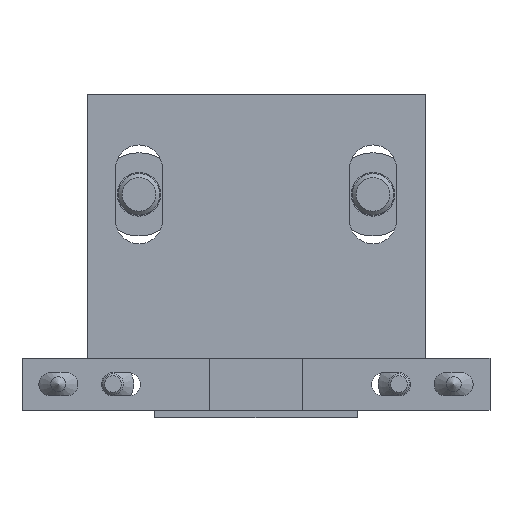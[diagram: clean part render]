
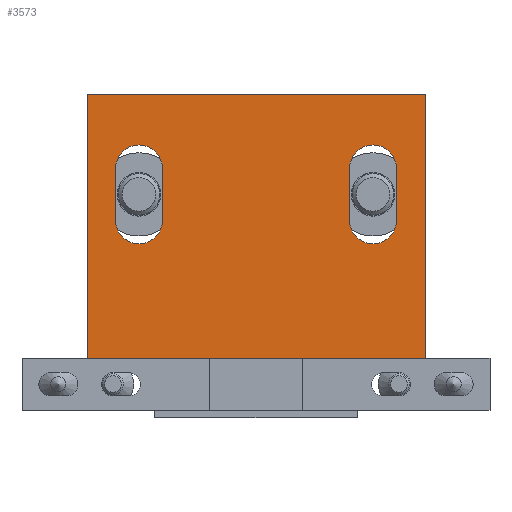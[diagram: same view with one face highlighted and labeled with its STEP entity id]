
A CAD part, front view. The second image highlights one B-rep face of the part: STEP entity #3573.
In plain terms, the highlighted planar face has unit normal (0, -1, 0).
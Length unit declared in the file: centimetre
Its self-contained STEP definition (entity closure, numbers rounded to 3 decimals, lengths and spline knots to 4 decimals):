
#86=FACE_BOUND('',#764,.T.);
#87=FACE_BOUND('',#765,.T.);
#259=CIRCLE('',#3921,4.5);
#261=CIRCLE('',#3925,4.5);
#263=CIRCLE('',#3929,4.5);
#265=CIRCLE('',#3933,4.5);
#520=FACE_OUTER_BOUND('',#763,.T.);
#763=EDGE_LOOP('',(#3140,#3141,#3142,#3143));
#764=EDGE_LOOP('',(#3144,#3145,#3146,#3147));
#765=EDGE_LOOP('',(#3148,#3149,#3150,#3151));
#1050=LINE('',#5912,#1379);
#1063=LINE('',#5954,#1392);
#1067=LINE('',#5964,#1396);
#1071=LINE('',#5978,#1400);
#1075=LINE('',#5988,#1404);
#1078=LINE('',#5994,#1407);
#1084=LINE('',#6005,#1413);
#1085=LINE('',#6007,#1414);
#1379=VECTOR('',#4838,1.);
#1392=VECTOR('',#4879,1.);
#1396=VECTOR('',#4891,1.);
#1400=VECTOR('',#4903,1.);
#1404=VECTOR('',#4915,1.);
#1407=VECTOR('',#4922,1.);
#1413=VECTOR('',#4932,1.);
#1414=VECTOR('',#4935,1.);
#1700=VERTEX_POINT('',#5909);
#1701=VERTEX_POINT('',#5911);
#1713=VERTEX_POINT('',#5945);
#1714=VERTEX_POINT('',#5947);
#1716=VERTEX_POINT('',#5953);
#1718=VERTEX_POINT('',#5959);
#1721=VERTEX_POINT('',#5969);
#1722=VERTEX_POINT('',#5971);
#1724=VERTEX_POINT('',#5977);
#1726=VERTEX_POINT('',#5983);
#1727=VERTEX_POINT('',#5993);
#1730=VERTEX_POINT('',#6003);
#2161=EDGE_CURVE('',#1700,#1701,#1050,.T.);
#2178=EDGE_CURVE('',#1714,#1713,#259,.T.);
#2181=EDGE_CURVE('',#1716,#1714,#1063,.T.);
#2184=EDGE_CURVE('',#1718,#1716,#261,.T.);
#2187=EDGE_CURVE('',#1713,#1718,#1067,.T.);
#2190=EDGE_CURVE('',#1722,#1721,#263,.T.);
#2193=EDGE_CURVE('',#1724,#1722,#1071,.T.);
#2196=EDGE_CURVE('',#1726,#1724,#265,.T.);
#2199=EDGE_CURVE('',#1721,#1726,#1075,.T.);
#2202=EDGE_CURVE('',#1701,#1727,#1078,.T.);
#2208=EDGE_CURVE('',#1730,#1727,#1084,.T.);
#2209=EDGE_CURVE('',#1730,#1700,#1085,.T.);
#3140=ORIENTED_EDGE('',*,*,#2209,.F.);
#3141=ORIENTED_EDGE('',*,*,#2208,.T.);
#3142=ORIENTED_EDGE('',*,*,#2202,.F.);
#3143=ORIENTED_EDGE('',*,*,#2161,.F.);
#3144=ORIENTED_EDGE('',*,*,#2184,.T.);
#3145=ORIENTED_EDGE('',*,*,#2181,.T.);
#3146=ORIENTED_EDGE('',*,*,#2178,.T.);
#3147=ORIENTED_EDGE('',*,*,#2187,.T.);
#3148=ORIENTED_EDGE('',*,*,#2196,.T.);
#3149=ORIENTED_EDGE('',*,*,#2193,.T.);
#3150=ORIENTED_EDGE('',*,*,#2190,.T.);
#3151=ORIENTED_EDGE('',*,*,#2199,.T.);
#3360=PLANE('',#3939);
#3573=ADVANCED_FACE('',(#520,#86,#87),#3360,.T.);
#3921=AXIS2_PLACEMENT_3D('',#5948,#4873,#4874);
#3925=AXIS2_PLACEMENT_3D('',#5960,#4885,#4886);
#3929=AXIS2_PLACEMENT_3D('',#5972,#4897,#4898);
#3933=AXIS2_PLACEMENT_3D('',#5984,#4909,#4910);
#3939=AXIS2_PLACEMENT_3D('',#6006,#4933,#4934);
#4838=DIRECTION('',(-1.,0.,0.));
#4873=DIRECTION('center_axis',(0.,1.,0.));
#4874=DIRECTION('ref_axis',(1.,0.,0.));
#4879=DIRECTION('',(0.,0.,1.));
#4885=DIRECTION('center_axis',(0.,1.,0.));
#4886=DIRECTION('ref_axis',(-1.,0.,0.));
#4891=DIRECTION('',(0.,0.,-1.));
#4897=DIRECTION('center_axis',(0.,1.,0.));
#4898=DIRECTION('ref_axis',(1.,0.,0.));
#4903=DIRECTION('',(0.,0.,1.));
#4909=DIRECTION('center_axis',(0.,1.,0.));
#4910=DIRECTION('ref_axis',(-1.,0.,0.));
#4915=DIRECTION('',(0.,0.,-1.));
#4922=DIRECTION('',(0.,0.,1.));
#4932=DIRECTION('',(-1.,0.,0.));
#4933=DIRECTION('center_axis',(0.,-1.,0.));
#4934=DIRECTION('ref_axis',(0.,0.,1.));
#4935=DIRECTION('',(0.,0.,-1.));
#5909=CARTESIAN_POINT('',(32.5,0.,-31.5));
#5911=CARTESIAN_POINT('',(-32.5,0.,-31.5));
#5912=CARTESIAN_POINT('',(32.5,0.,-31.5));
#5945=CARTESIAN_POINT('',(27.,0.,5.));
#5947=CARTESIAN_POINT('',(18.,0.,5.));
#5948=CARTESIAN_POINT('Origin',(22.5,0.,
5.));
#5953=CARTESIAN_POINT('',(18.,0.,-5.));
#5954=CARTESIAN_POINT('',(18.,0.,-18.25));
#5959=CARTESIAN_POINT('',(27.,0.,-5.));
#5960=CARTESIAN_POINT('Origin',(22.5,0.,
-5.));
#5964=CARTESIAN_POINT('',(27.,0.,-13.25));
#5969=CARTESIAN_POINT('',(-18.,0.,5.));
#5971=CARTESIAN_POINT('',(-27.,0.,5.));
#5972=CARTESIAN_POINT('Origin',(-22.5,0.,
5.));
#5977=CARTESIAN_POINT('',(-27.,0.,-5.));
#5978=CARTESIAN_POINT('',(-27.,0.,-18.25));
#5983=CARTESIAN_POINT('',(-18.,0.,-5.));
#5984=CARTESIAN_POINT('Origin',(-22.5,0.,
-5.));
#5988=CARTESIAN_POINT('',(-18.,0.,-13.25));
#5993=CARTESIAN_POINT('',(-32.5,0.,19.3));
#5994=CARTESIAN_POINT('',(-32.5,0.,19.3));
#6003=CARTESIAN_POINT('',(32.5,0.,19.3));
#6005=CARTESIAN_POINT('',(32.5,0.,19.3));
#6006=CARTESIAN_POINT('Origin',(32.5,0.,-31.5));
#6007=CARTESIAN_POINT('',(32.5,0.,19.3));
